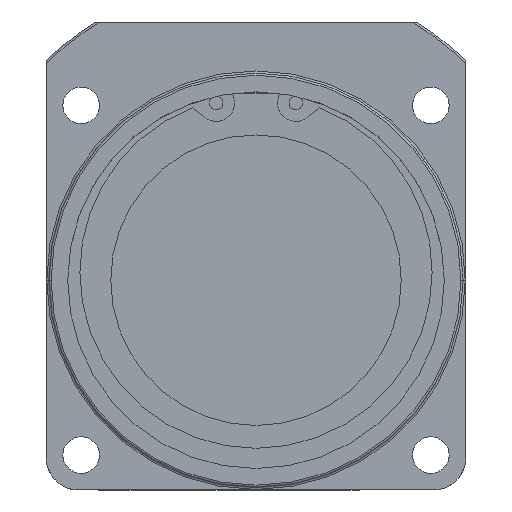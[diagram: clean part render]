
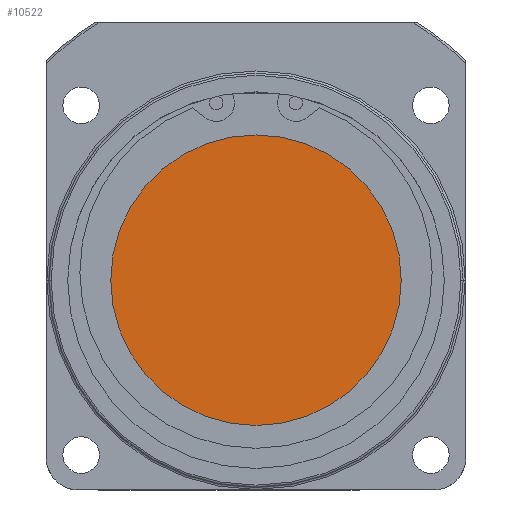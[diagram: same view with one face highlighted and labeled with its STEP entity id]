
A CAD part, front view. The second image highlights one B-rep face of the part: STEP entity #10522.
In plain terms, the highlighted planar face has unit normal (0, -1, 0).
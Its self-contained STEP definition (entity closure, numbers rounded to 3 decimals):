
#140 = VERTEX_POINT ( 'NONE', #9978 ) ;
#141 = VERTEX_POINT ( 'NONE', #9979 ) ;
#707 = CARTESIAN_POINT ( 'NONE',  ( 0., -123.2, 0. ) ) ;
#708 = DIRECTION ( 'NONE',  ( 0., -1., 0. ) ) ;
#709 = DIRECTION ( 'NONE',  ( 1., 0., 0. ) ) ;
#1557 = EDGE_LOOP ( 'NONE', ( #1659, #1660 ) ) ;
#1659 = ORIENTED_EDGE ( 'NONE', *, *, #9131, .T. ) ;
#1660 = ORIENTED_EDGE ( 'NONE', *, *, #10195, .T. ) ;
#2725 = CIRCLE ( 'NONE', #5632, 27. ) ;
#3632 = PLANE ( 'NONE',  #6230 ) ;
#3633 = CARTESIAN_POINT ( 'NONE',  ( 0., -123.2, 0. ) ) ;
#3634 = DIRECTION ( 'NONE',  ( 0., -1., 0. ) ) ;
#3635 = DIRECTION ( 'NONE',  ( 1., 0., 0. ) ) ;
#5632 = AXIS2_PLACEMENT_3D ( 'NONE', #7452, #7453, #7454 ) ;
#6227 = FACE_OUTER_BOUND ( 'NONE', #1557, .T. ) ;
#6230 = AXIS2_PLACEMENT_3D ( 'NONE', #3633, #3634, #3635 ) ;
#7452 = CARTESIAN_POINT ( 'NONE',  ( 0., -123.2, 0. ) ) ;
#7453 = DIRECTION ( 'NONE',  ( 0., -1., 0. ) ) ;
#7454 = DIRECTION ( 'NONE',  ( 1., 0., 0. ) ) ;
#8914 = CIRCLE ( 'NONE', #9235, 27. ) ;
#9131 = EDGE_CURVE ( 'NONE', #140, #141, #8914, .T. ) ;
#9235 = AXIS2_PLACEMENT_3D ( 'NONE', #707, #708, #709 ) ;
#9978 = CARTESIAN_POINT ( 'NONE',  ( 27., -123.2, 0. ) ) ;
#9979 = CARTESIAN_POINT ( 'NONE',  ( -27., -123.2, 0. ) ) ;
#10195 = EDGE_CURVE ( 'NONE', #141, #140, #2725, .T. ) ;
#10522 = ADVANCED_FACE ( 'NONE', ( #6227 ), #3632, .T. ) ;
